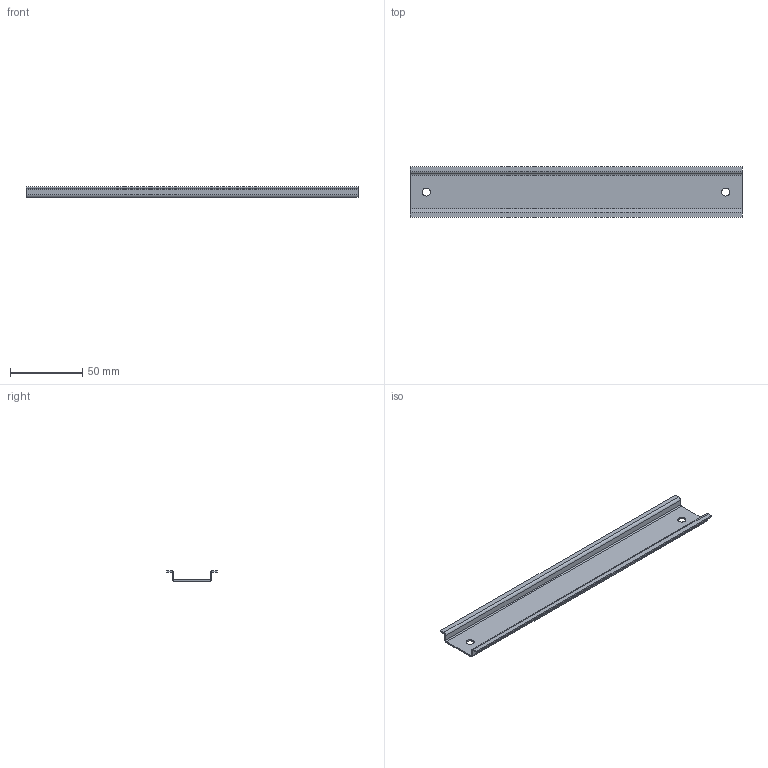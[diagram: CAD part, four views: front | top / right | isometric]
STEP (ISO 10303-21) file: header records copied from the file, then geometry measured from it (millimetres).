
FILE_DESCRIPTION(('CATIA V5R24 STEP','CAx-IF Rec.Pracs.--- Model Styling and Organization---1.2---2011-12-15'),'2;1');
FILE_NAME ('D1464180_0_8000037556_8000037556.stp','2018-09-18T11:15:57+00:00',('none'),('Weidmueller'),'CATIA Version 5-6 Release 2014 SP4 HF52','CATIA V5 STEP AP214','none');
FILE_SCHEMA(('AUTOMOTIVE_DESIGN { 1 0 10303 214 1 1 1 1 }'));
Length unit declared in the file: millimetre
Products named in the file (1): 80000375556
Bounding box: 229 x 35 x 7.5 mm (x, y, z)
Volume: 10433.4 mm3; surface area: 21450.9 mm2
Topology: 1 solids, 1 shells, 26 faces, 72 edges, 48 vertices
Faces by surface type: plane 14, cylinder 12
Entity records: 864 total; most frequent: CARTESIAN_POINT 145, ORIENTED_EDGE 144, DIRECTION 120, EDGE_CURVE 72, AXIS2_PLACEMENT_3D 49, VECTOR 48, LINE 48, VERTEX_POINT 48
